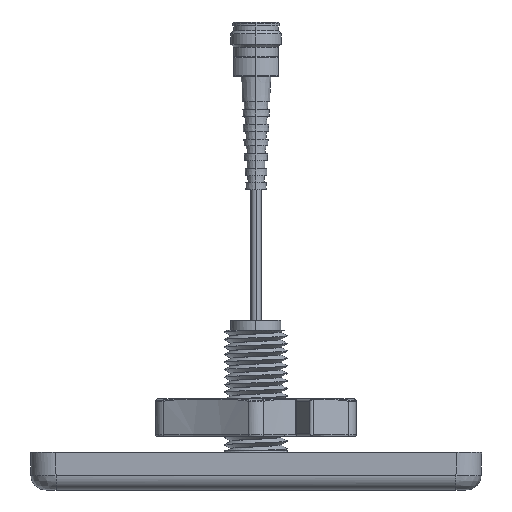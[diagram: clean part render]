
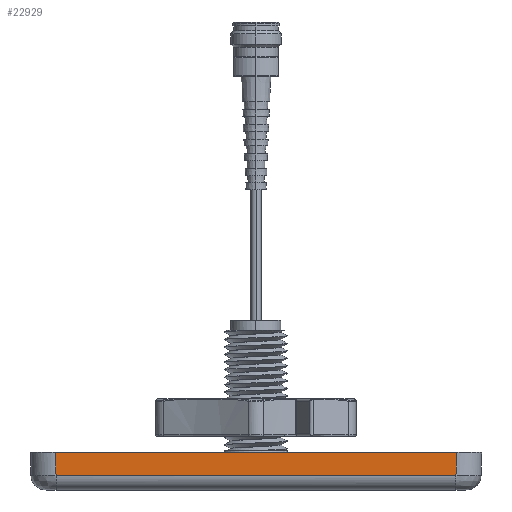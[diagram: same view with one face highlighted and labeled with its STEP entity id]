
A CAD part, left-side view. The second image highlights one B-rep face of the part: STEP entity #22929.
In plain terms, the highlighted planar face has unit normal (-1, 0, -0.026).
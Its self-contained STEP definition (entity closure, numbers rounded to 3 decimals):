
#144 = EDGE_CURVE ( 'NONE', #26331, #16723, #12057, .T. ) ;
#217 = CARTESIAN_POINT ( 'NONE',  ( -74.76, -79.611, -9.157 ) ) ;
#3273 = CARTESIAN_POINT ( 'NONE',  ( -74.76, -79.764, -9.157 ) ) ;
#5252 = CARTESIAN_POINT ( 'NONE',  ( -74.76, 79.764, -9.157 ) ) ;
#6053 = ORIENTED_EDGE ( 'NONE', *, *, #7594, .T. ) ;
#7499 = CARTESIAN_POINT ( 'NONE',  ( -75., 80.003, 0. ) ) ;
#7594 = EDGE_CURVE ( 'NONE', #25385, #27320, #19221, .T. ) ;
#7622 = DIRECTION ( 'NONE',  ( -0.026, 0., 1. ) ) ;
#8473 = ORIENTED_EDGE ( 'NONE', *, *, #144, .T. ) ;
#9996 = VECTOR ( 'NONE', #34267, 1000. ) ;
#10276 = VECTOR ( 'NONE', #11392, 1000. ) ;
#10409 = ORIENTED_EDGE ( 'NONE', *, *, #14781, .T. ) ;
#10671 = VECTOR ( 'NONE', #11237, 1000. ) ;
#11237 = DIRECTION ( 'NONE',  ( 0., -1., 0. ) ) ;
#11392 = DIRECTION ( 'NONE',  ( -0.026, -0.026, 0.999 ) ) ;
#11510 = VECTOR ( 'NONE', #19163, 1000. ) ;
#12057 = LINE ( 'NONE', #23437, #9996 ) ;
#12586 = DIRECTION ( 'NONE',  ( -1., 0., -0.026 ) ) ;
#14781 = EDGE_CURVE ( 'NONE', #16723, #25385, #33086, .T. ) ;
#16122 = CARTESIAN_POINT ( 'NONE',  ( -75., -80.003, 0. ) ) ;
#16672 = LINE ( 'NONE', #30355, #11510 ) ;
#16723 = VERTEX_POINT ( 'NONE', #5252 ) ;
#18291 = CARTESIAN_POINT ( 'NONE',  ( -75., 0., 0. ) ) ;
#19163 = DIRECTION ( 'NONE',  ( 0., -1., 0. ) ) ;
#19221 = LINE ( 'NONE', #19574, #10276 ) ;
#19574 = CARTESIAN_POINT ( 'NONE',  ( -74.945, -79.949, -2.092 ) ) ;
#21074 = AXIS2_PLACEMENT_3D ( 'NONE', #18291, #12586, #7622 ) ;
#22929 = ADVANCED_FACE ( 'NONE', ( #31784 ), #32140, .T. ) ;
#23343 = ORIENTED_EDGE ( 'NONE', *, *, #33768, .F. ) ;
#23437 = CARTESIAN_POINT ( 'NONE',  ( -74.945, 79.949, -2.092 ) ) ;
#25385 = VERTEX_POINT ( 'NONE', #3273 ) ;
#26331 = VERTEX_POINT ( 'NONE', #7499 ) ;
#27320 = VERTEX_POINT ( 'NONE', #16122 ) ;
#28805 = EDGE_LOOP ( 'NONE', ( #8473, #10409, #6053, #23343 ) ) ;
#30355 = CARTESIAN_POINT ( 'NONE',  ( -75., 0., 0. ) ) ;
#31784 = FACE_OUTER_BOUND ( 'NONE', #28805, .T. ) ;
#32140 = PLANE ( 'NONE',  #21074 ) ;
#33086 = LINE ( 'NONE', #217, #10671 ) ;
#33768 = EDGE_CURVE ( 'NONE', #26331, #27320, #16672, .T. ) ;
#34267 = DIRECTION ( 'NONE',  ( 0.026, -0.026, -0.999 ) ) ;
